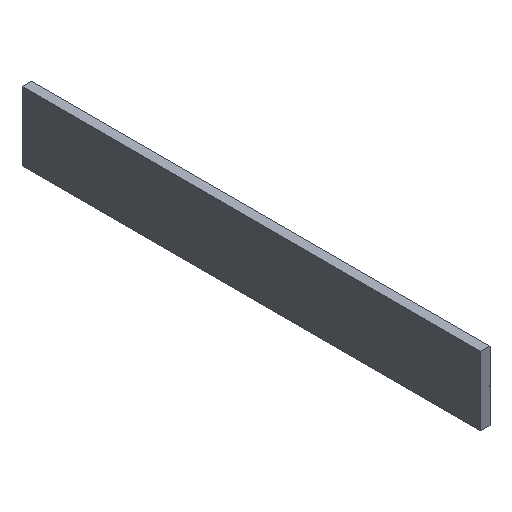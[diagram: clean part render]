
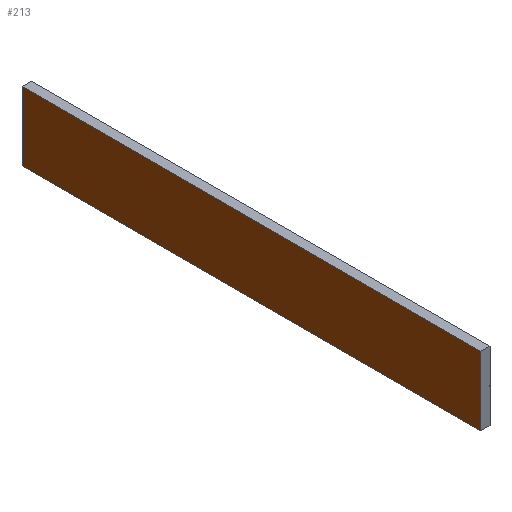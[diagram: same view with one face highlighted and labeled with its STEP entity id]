
A CAD part, isometric view. The second image highlights one B-rep face of the part: STEP entity #213.
In plain terms, the highlighted free-form (B-spline) face has degree [1, 1] with [2, 2] control points.
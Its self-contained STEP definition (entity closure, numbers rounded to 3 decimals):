
#12=CARTESIAN_POINT('',(0.0,0.0,0.0));
#13=VERTEX_POINT('',#12);
#48=CARTESIAN_POINT('',(0.0,0.0,30.0));
#49=VERTEX_POINT('',#48);
#55=CARTESIAN_POINT('',(0.0,0.0,0.0));
#56=CARTESIAN_POINT('',(0.0,0.0,30.0));
#57=QUASI_UNIFORM_CURVE('',1,(#55,#56),.UNSPECIFIED.,.F.,.U.);
#58=EDGE_CURVE('',#13,#49,#57,.T.);
#70=CARTESIAN_POINT('',(0.0,200.0,0.0));
#71=VERTEX_POINT('',#70);
#77=CARTESIAN_POINT('',(0.0,200.0,30.0));
#78=VERTEX_POINT('',#77);
#79=CARTESIAN_POINT('',(0.0,200.0,0.0));
#80=CARTESIAN_POINT('',(0.0,200.0,30.0));
#81=QUASI_UNIFORM_CURVE('',1,(#79,#80),.UNSPECIFIED.,.F.,.U.);
#82=EDGE_CURVE('',#71,#78,#81,.T.);
#190=CARTESIAN_POINT('',(0.0,200.0,30.0));
#191=CARTESIAN_POINT('',(0.0,0.0,30.0));
#192=QUASI_UNIFORM_CURVE('',1,(#190,#191),.UNSPECIFIED.,.F.,.U.);
#193=EDGE_CURVE('',#78,#49,#192,.T.);
#198=CARTESIAN_POINT('',(0.0,-9.99,31.498));
#199=CARTESIAN_POINT('',(0.0,-9.99,-1.499));
#200=CARTESIAN_POINT('',(0.0,209.99,31.498));
#201=CARTESIAN_POINT('',(0.0,209.99,-1.499));
#202=B_SPLINE_SURFACE_WITH_KNOTS('',1,1,((#198,#200),(#199,#201)),.UNSPECIFIED.,.F.,.F.,.U.,(2,2),(2,2),(0.0,32.997),(0.0,219.98),.UNSPECIFIED.);
#203=ORIENTED_EDGE('',*,*,#58,.T.);
#204=ORIENTED_EDGE('',*,*,#193,.F.);
#205=ORIENTED_EDGE('',*,*,#82,.F.);
#206=CARTESIAN_POINT('',(0.0,200.0,0.0));
#207=CARTESIAN_POINT('',(0.0,0.0,0.0));
#208=QUASI_UNIFORM_CURVE('',1,(#206,#207),.UNSPECIFIED.,.F.,.U.);
#209=EDGE_CURVE('',#71,#13,#208,.T.);
#210=ORIENTED_EDGE('',*,*,#209,.T.);
#211=EDGE_LOOP('',(#203,#204,#205,#210));
#212=FACE_OUTER_BOUND('',#211,.T.);
#213=ADVANCED_FACE('',(#212),#202,.F.);
